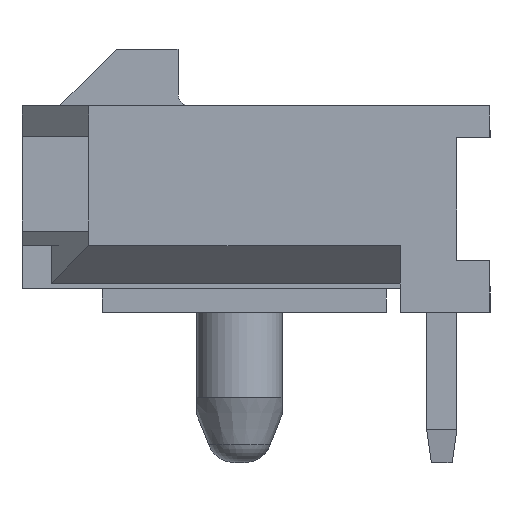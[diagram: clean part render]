
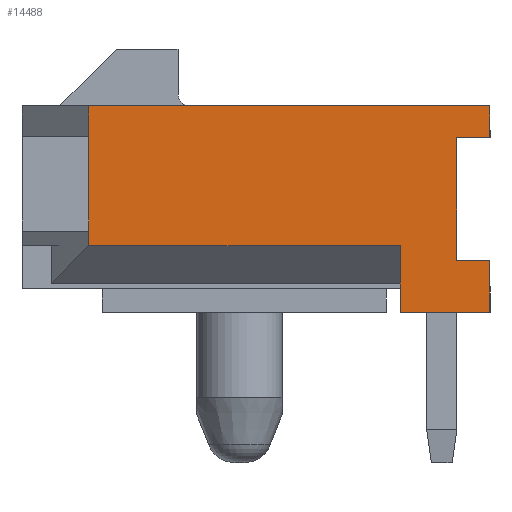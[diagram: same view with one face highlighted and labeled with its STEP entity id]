
A CAD part, left-side view. The second image highlights one B-rep face of the part: STEP entity #14488.
In plain terms, the highlighted face is planar.
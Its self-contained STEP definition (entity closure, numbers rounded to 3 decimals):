
#1211=ORIENTED_EDGE('',*,*,#3793,.T.);
#1212=ORIENTED_EDGE('',*,*,#3790,.T.);
#1213=ORIENTED_EDGE('',*,*,#3787,.T.);
#1214=ORIENTED_EDGE('',*,*,#3957,.F.);
#1215=ORIENTED_EDGE('',*,*,#3960,.F.);
#1216=ORIENTED_EDGE('',*,*,#3909,.F.);
#1217=ORIENTED_EDGE('',*,*,#3921,.T.);
#1218=ORIENTED_EDGE('',*,*,#3914,.F.);
#1219=ORIENTED_EDGE('',*,*,#3858,.F.);
#1220=ORIENTED_EDGE('',*,*,#3925,.T.);
#1221=ORIENTED_EDGE('',*,*,#3935,.F.);
#1222=ORIENTED_EDGE('',*,*,#3959,.F.);
#3787=EDGE_CURVE('',#5153,#5152,#6195,.T.);
#3790=EDGE_CURVE('',#5155,#5153,#6198,.T.);
#3793=EDGE_CURVE('',#5157,#5155,#6201,.T.);
#3858=EDGE_CURVE('',#5203,#5204,#6266,.T.);
#3909=EDGE_CURVE('',#5221,#5238,#6315,.T.);
#3914=EDGE_CURVE('',#5204,#5217,#6320,.T.);
#3921=EDGE_CURVE('',#5221,#5217,#6327,.T.);
#3925=EDGE_CURVE('',#5203,#5245,#6331,.T.);
#3935=EDGE_CURVE('',#5252,#5245,#6341,.T.);
#3957=EDGE_CURVE('',#5261,#5152,#6363,.T.);
#3959=EDGE_CURVE('',#5157,#5252,#6365,.T.);
#3960=EDGE_CURVE('',#5238,#5261,#6366,.T.);
#5152=VERTEX_POINT('',#19600);
#5153=VERTEX_POINT('',#19602);
#5155=VERTEX_POINT('',#19608);
#5157=VERTEX_POINT('',#19614);
#5203=VERTEX_POINT('',#19741);
#5204=VERTEX_POINT('',#19743);
#5217=VERTEX_POINT('',#19781);
#5221=VERTEX_POINT('',#19789);
#5238=VERTEX_POINT('',#19842);
#5245=VERTEX_POINT('',#19870);
#5252=VERTEX_POINT('',#19890);
#5261=VERTEX_POINT('',#19929);
#6195=LINE('',#19601,#7651);
#6198=LINE('',#19607,#7654);
#6201=LINE('',#19613,#7657);
#6266=LINE('',#19742,#7722);
#6315=LINE('',#19841,#7771);
#6320=LINE('',#19851,#7776);
#6327=LINE('',#19863,#7783);
#6331=LINE('',#19871,#7787);
#6341=LINE('',#19891,#7797);
#6363=LINE('',#19928,#7819);
#6365=LINE('',#19932,#7821);
#6366=LINE('',#19934,#7822);
#7651=VECTOR('',#16563,1000.);
#7654=VECTOR('',#16568,1000.);
#7657=VECTOR('',#16573,1000.);
#7722=VECTOR('',#16672,1000.);
#7771=VECTOR('',#16753,1000.);
#7776=VECTOR('',#16762,1000.);
#7783=VECTOR('',#16775,1000.);
#7787=VECTOR('',#16781,1000.);
#7797=VECTOR('',#16797,1000.);
#7819=VECTOR('',#16833,1000.);
#7821=VECTOR('',#16837,1000.);
#7822=VECTOR('',#16840,1000.);
#8700=EDGE_LOOP('',(#1211,#1212,#1213,#1214,#1215,#1216,#1217,#1218,#1219,
#1220,#1221,#1222));
#9302=FACE_BOUND('',#8700,.T.);
#9899=PLANE('',#15110);
#14488=ADVANCED_FACE('',(#9302),#9899,.F.);
#15110=AXIS2_PLACEMENT_3D('',#19933,#16838,#16839);
#16563=DIRECTION('',(0.,1.,0.));
#16568=DIRECTION('',(0.,0.,1.));
#16573=DIRECTION('',(0.,-1.,0.));
#16672=DIRECTION('',(0.,-1.,0.));
#16753=DIRECTION('',(0.,0.,1.));
#16762=DIRECTION('',(0.,0.,1.));
#16775=DIRECTION('',(0.,0.,-1.));
#16781=DIRECTION('',(0.,0.,-1.));
#16797=DIRECTION('',(0.,-1.,0.));
#16833=DIRECTION('',(0.,0.,-1.));
#16837=DIRECTION('',(0.,0.,-1.));
#16838=DIRECTION('',(-1.,0.,0.));
#16839=DIRECTION('',(0.,0.,1.));
#16840=DIRECTION('',(0.,1.,0.));
#19600=CARTESIAN_POINT('',(19.825,4.95,1.515));
#19601=CARTESIAN_POINT('',(19.825,4.25,1.515));
#19602=CARTESIAN_POINT('',(19.825,4.25,1.515));
#19607=CARTESIAN_POINT('',(19.825,4.25,-1.085));
#19608=CARTESIAN_POINT('',(19.825,4.25,-1.085));
#19613=CARTESIAN_POINT('',(19.825,4.95,-1.085));
#19614=CARTESIAN_POINT('',(19.825,4.95,-1.085));
#19741=CARTESIAN_POINT('',(19.825,3.05,-0.771));
#19742=CARTESIAN_POINT('',(19.825,3.05,-0.771));
#19743=CARTESIAN_POINT('',(19.825,-3.536,-0.771));
#19781=CARTESIAN_POINT('',(19.825,-3.536,-0.465));
#19789=CARTESIAN_POINT('',(19.825,-3.536,1.535));
#19841=CARTESIAN_POINT('',(19.825,-3.536,0.));
#19842=CARTESIAN_POINT('',(19.825,-3.536,2.185));
#19851=CARTESIAN_POINT('',(19.825,-3.536,0.));
#19863=CARTESIAN_POINT('',(19.825,-3.536,1.535));
#19870=CARTESIAN_POINT('',(19.825,3.05,-2.185));
#19871=CARTESIAN_POINT('',(19.825,3.05,-2.185));
#19890=CARTESIAN_POINT('',(19.825,4.95,-2.185));
#19891=CARTESIAN_POINT('',(19.825,4.95,-2.185));
#19928=CARTESIAN_POINT('',(19.825,4.95,2.185));
#19929=CARTESIAN_POINT('',(19.825,4.95,2.185));
#19932=CARTESIAN_POINT('',(19.825,4.95,2.185));
#19933=CARTESIAN_POINT('',(19.825,0.,0.));
#19934=CARTESIAN_POINT('',(19.825,-4.95,2.185));
